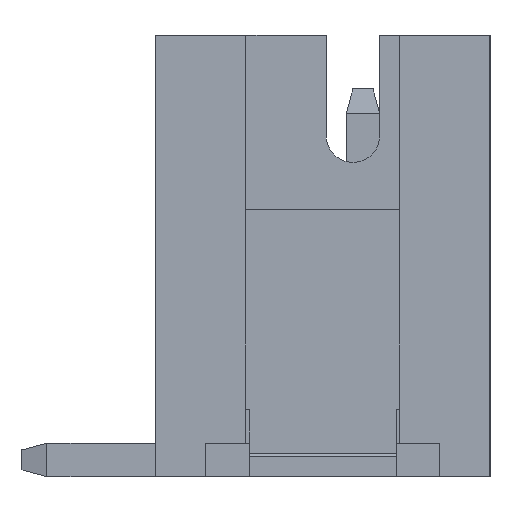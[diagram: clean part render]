
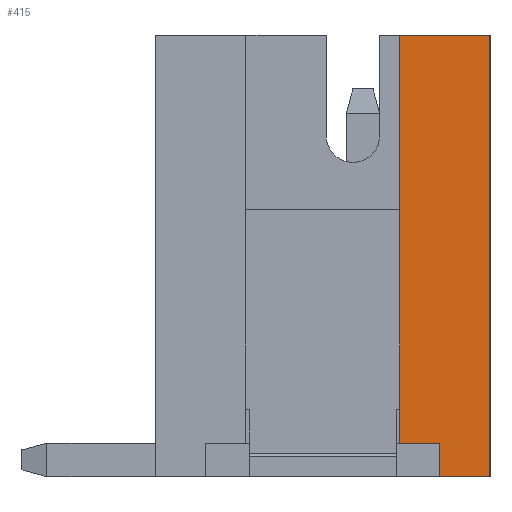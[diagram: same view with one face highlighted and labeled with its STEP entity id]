
A CAD part, left-side view. The second image highlights one B-rep face of the part: STEP entity #415.
In plain terms, the highlighted planar face has unit normal (-1, 0, 0).
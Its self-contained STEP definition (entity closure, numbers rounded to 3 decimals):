
#415=ADVANCED_FACE('',(#3082),#3084,.T.);
#3082=FACE_BOUND('',#3083,.T.);
#3083=EDGE_LOOP('',(#5209,#5210,#5211,#5212,#5213,#5214));
#3084=PLANE('',#3085);
#3085=AXIS2_PLACEMENT_3D('',#3086,#3087,#3088);
#3086=CARTESIAN_POINT('',(-2.975,0.,0.));
#3087=DIRECTION('',(-1.,-0.,0.));
#3088=DIRECTION('',(0.,-1.,0.));
#5209=ORIENTED_EDGE('',*,*,#6662,.T.);
#5210=ORIENTED_EDGE('',*,*,#6663,.T.);
#5211=ORIENTED_EDGE('',*,*,#6664,.T.);
#5212=ORIENTED_EDGE('',*,*,#6579,.T.);
#5213=ORIENTED_EDGE('',*,*,#6661,.T.);
#5214=ORIENTED_EDGE('',*,*,#6665,.T.);
#6579=EDGE_CURVE('',#7409,#7407,#7410,.T.);
#6661=EDGE_CURVE('',#7407,#7562,#7564,.T.);
#6662=EDGE_CURVE('',#7565,#7566,#7567,.F.);
#6663=EDGE_CURVE('',#7566,#7568,#7569,.F.);
#6664=EDGE_CURVE('',#7568,#7409,#7570,.T.);
#6665=EDGE_CURVE('',#7562,#7565,#7571,.T.);
#7407=VERTEX_POINT('',#8834);
#7409=VERTEX_POINT('',#8838);
#7410=LINE('',#8839,#8840);
#7562=VERTEX_POINT('',#9153);
#7564=LINE('',#9157,#9158);
#7565=VERTEX_POINT('',#9160);
#7566=VERTEX_POINT('',#9161);
#7567=LINE('',#9162,#9163);
#7568=VERTEX_POINT('',#9165);
#7569=LINE('',#9166,#9167);
#7570=LINE('',#9169,#9170);
#7571=LINE('',#9172,#9173);
#8834=CARTESIAN_POINT('',(-2.975,-1.9,6.6));
#8838=CARTESIAN_POINT('',(-2.975,-1.9,0.));
#8839=CARTESIAN_POINT('',(-2.975,-1.9,0.));
#8840=VECTOR('',#8841,1.);
#8841=DIRECTION('',(0.,0.,1.));
#9153=CARTESIAN_POINT('',(-2.975,-0.55,6.6));
#9157=CARTESIAN_POINT('',(-2.975,-1.9,6.6));
#9158=VECTOR('',#9159,1.);
#9159=DIRECTION('',(0.,1.,0.));
#9160=CARTESIAN_POINT('',(-2.975,-0.55,0.5));
#9161=CARTESIAN_POINT('',(-2.975,-1.15,0.5));
#9162=CARTESIAN_POINT('',(-2.975,-1.15,0.5));
#9163=VECTOR('',#9164,1.);
#9164=DIRECTION('',(0.,1.,0.));
#9165=CARTESIAN_POINT('',(-2.975,-1.15,0.));
#9166=CARTESIAN_POINT('',(-2.975,-1.15,0.));
#9167=VECTOR('',#9168,1.);
#9168=DIRECTION('',(0.,0.,1.));
#9169=CARTESIAN_POINT('',(-2.975,-1.15,0.));
#9170=VECTOR('',#9171,1.);
#9171=DIRECTION('',(0.,-1.,0.));
#9172=CARTESIAN_POINT('',(-2.975,-0.55,6.6));
#9173=VECTOR('',#9174,1.);
#9174=DIRECTION('',(0.,0.,-1.));
